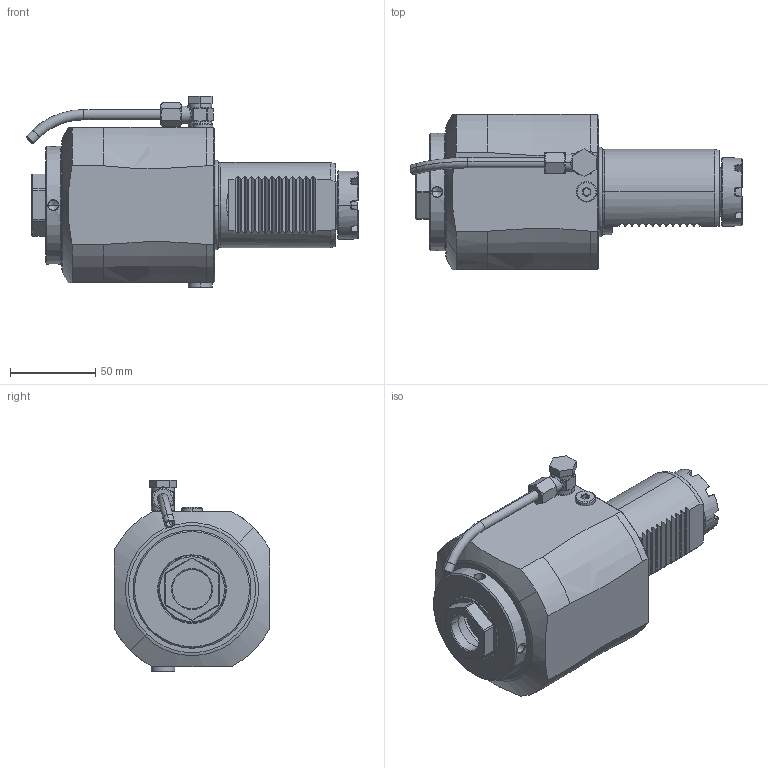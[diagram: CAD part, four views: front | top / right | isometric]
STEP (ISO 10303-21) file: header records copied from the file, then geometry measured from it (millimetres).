
FILE_DESCRIPTION((''),'2;1');
FILE_NAME('NGT1_50_145_32_3HD','2025-04-08T',('vali'),('NOVA GRUP'),'PRO/ENGINEER BY PARAMETRIC TECHNOLOGY CORPORATION, 2010280','PRO/ENGINEER BY PARAMETRIC TECHNOLOGY CORPORATION, 2010280','');
FILE_SCHEMA(('CONFIG_CONTROL_DESIGN'));
Length unit declared in the file: millimetre
Products named in the file (1): NGT1_50_145_32_3HD
Bounding box: 194.44 x 91 x 112.4 mm (x, y, z)
Volume: 841247.1 mm3; surface area: 68111.6 mm2
Topology: 1 solids, 2 shells, 433 faces, 1121 edges, 706 vertices
Faces by surface type: plane 185, cylinder 96, cone 67, bspline 46, torus 39
Entity records: 18282 total; most frequent: CARTESIAN_POINT 8382, ORIENTED_EDGE 2226, DIRECTION 1813, EDGE_CURVE 1113, VERTEX_POINT 706, AXIS2_PLACEMENT_3D 698, EDGE_LOOP 461, FACE_OUTER_BOUND 433
